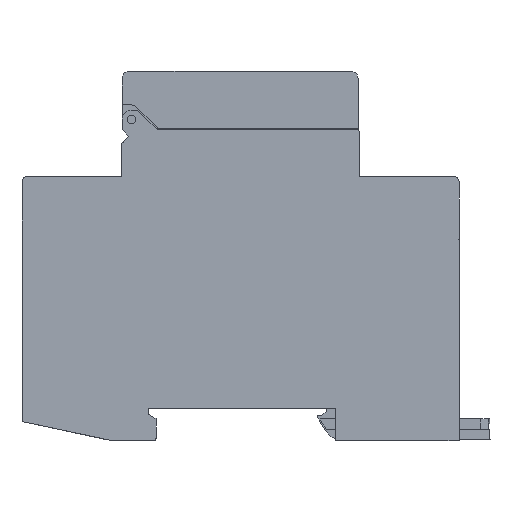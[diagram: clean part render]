
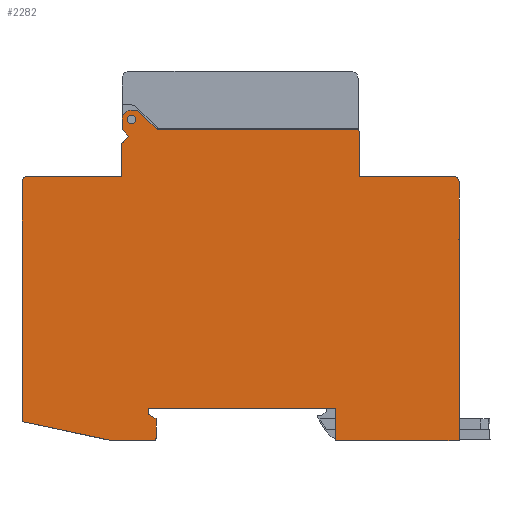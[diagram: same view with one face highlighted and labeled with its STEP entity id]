
A CAD part, left-side view. The second image highlights one B-rep face of the part: STEP entity #2282.
In plain terms, the highlighted planar face has unit normal (-1, 0, 0).
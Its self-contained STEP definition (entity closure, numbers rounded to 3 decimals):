
#1932=CIRCLE('',#7935,0.8);
#1933=CIRCLE('',#7936,1.);
#1934=CIRCLE('',#7937,1.8);
#1935=CIRCLE('',#7938,1.);
#1936=CIRCLE('',#7939,0.5);
#2282=ADVANCED_FACE('PartBody',(#2832,#2833),#2581,.F.);
#2581=PLANE('',#7940);
#2832=FACE_BOUND('',#2888,.T.);
#2833=FACE_BOUND('',#2889,.T.);
#2888=EDGE_LOOP('',(#3348));
#2889=EDGE_LOOP('',(#3349,#3350,#3351,#3352,#3353,#3354,#3355,#3356,#3357,
#3358,#3359,#3360,#3361,#3362,#3363,#3364,#3365,#3366,#3367,#3368,#3369,
#3370,#3371,#3372,#3373,#3374,#3375,#3376));
#3348=ORIENTED_EDGE('',*,*,#5568,.T.);
#3349=ORIENTED_EDGE('',*,*,#5569,.T.);
#3350=ORIENTED_EDGE('',*,*,#5570,.F.);
#3351=ORIENTED_EDGE('',*,*,#5571,.F.);
#3352=ORIENTED_EDGE('',*,*,#5572,.F.);
#3353=ORIENTED_EDGE('',*,*,#5573,.F.);
#3354=ORIENTED_EDGE('',*,*,#5574,.F.);
#3355=ORIENTED_EDGE('',*,*,#5575,.F.);
#3356=ORIENTED_EDGE('',*,*,#5537,.F.);
#3357=ORIENTED_EDGE('',*,*,#5576,.T.);
#3358=ORIENTED_EDGE('',*,*,#5577,.F.);
#3359=ORIENTED_EDGE('',*,*,#5578,.F.);
#3360=ORIENTED_EDGE('',*,*,#5579,.T.);
#3361=ORIENTED_EDGE('',*,*,#5580,.F.);
#3362=ORIENTED_EDGE('',*,*,#5581,.T.);
#3363=ORIENTED_EDGE('',*,*,#5582,.F.);
#3364=ORIENTED_EDGE('',*,*,#5583,.F.);
#3365=ORIENTED_EDGE('',*,*,#5584,.F.);
#3366=ORIENTED_EDGE('',*,*,#5585,.T.);
#3367=ORIENTED_EDGE('',*,*,#5586,.T.);
#3368=ORIENTED_EDGE('',*,*,#5587,.F.);
#3369=ORIENTED_EDGE('',*,*,#5588,.F.);
#3370=ORIENTED_EDGE('',*,*,#5589,.F.);
#3371=ORIENTED_EDGE('',*,*,#5590,.T.);
#3372=ORIENTED_EDGE('',*,*,#5591,.T.);
#3373=ORIENTED_EDGE('',*,*,#5592,.F.);
#3374=ORIENTED_EDGE('',*,*,#5593,.T.);
#3375=ORIENTED_EDGE('',*,*,#5594,.F.);
#3376=ORIENTED_EDGE('',*,*,#5595,.T.);
#4978=VERTEX_POINT('',#10675);
#4979=VERTEX_POINT('',#10676);
#5008=VERTEX_POINT('',#10738);
#5009=VERTEX_POINT('',#10740);
#5010=VERTEX_POINT('',#10741);
#5011=VERTEX_POINT('',#10743);
#5012=VERTEX_POINT('',#10745);
#5013=VERTEX_POINT('',#10747);
#5014=VERTEX_POINT('',#10749);
#5015=VERTEX_POINT('',#10751);
#5016=VERTEX_POINT('',#10754);
#5017=VERTEX_POINT('',#10756);
#5018=VERTEX_POINT('',#10758);
#5019=VERTEX_POINT('',#10760);
#5020=VERTEX_POINT('',#10762);
#5021=VERTEX_POINT('',#10764);
#5022=VERTEX_POINT('',#10766);
#5023=VERTEX_POINT('',#10768);
#5024=VERTEX_POINT('',#10770);
#5025=VERTEX_POINT('',#10772);
#5026=VERTEX_POINT('',#10774);
#5027=VERTEX_POINT('',#10776);
#5028=VERTEX_POINT('',#10778);
#5029=VERTEX_POINT('',#10780);
#5030=VERTEX_POINT('',#10782);
#5031=VERTEX_POINT('',#10784);
#5032=VERTEX_POINT('',#10786);
#5033=VERTEX_POINT('',#10788);
#5034=VERTEX_POINT('',#10790);
#5537=EDGE_CURVE('',#4978,#4979,#6266,.T.);
#5568=EDGE_CURVE('',#5008,#5008,#1932,.T.);
#5569=EDGE_CURVE('',#5009,#5010,#6292,.T.);
#5570=EDGE_CURVE('',#5011,#5010,#6293,.T.);
#5571=EDGE_CURVE('',#5012,#5011,#6294,.T.);
#5572=EDGE_CURVE('',#5013,#5012,#6295,.T.);
#5573=EDGE_CURVE('',#5014,#5013,#6296,.T.);
#5574=EDGE_CURVE('',#5015,#5014,#6297,.T.);
#5575=EDGE_CURVE('',#4979,#5015,#6298,.T.);
#5576=EDGE_CURVE('',#4978,#5016,#6299,.T.);
#5577=EDGE_CURVE('',#5017,#5016,#1933,.T.);
#5578=EDGE_CURVE('',#5018,#5017,#6300,.T.);
#5579=EDGE_CURVE('',#5018,#5019,#6301,.T.);
#5580=EDGE_CURVE('',#5020,#5019,#6302,.T.);
#5581=EDGE_CURVE('',#5020,#5021,#6303,.T.);
#5582=EDGE_CURVE('',#5022,#5021,#6304,.T.);
#5583=EDGE_CURVE('',#5023,#5022,#1934,.T.);
#5584=EDGE_CURVE('',#5024,#5023,#6305,.T.);
#5585=EDGE_CURVE('',#5024,#5025,#6306,.T.);
#5586=EDGE_CURVE('',#5025,#5026,#6307,.T.);
#5587=EDGE_CURVE('',#5027,#5026,#6308,.T.);
#5588=EDGE_CURVE('',#5028,#5027,#6309,.T.);
#5589=EDGE_CURVE('',#5029,#5028,#1935,.T.);
#5590=EDGE_CURVE('',#5029,#5030,#6310,.T.);
#5591=EDGE_CURVE('',#5030,#5031,#6311,.T.);
#5592=EDGE_CURVE('',#5032,#5031,#6312,.T.);
#5593=EDGE_CURVE('',#5032,#5033,#1936,.T.);
#5594=EDGE_CURVE('',#5034,#5033,#6313,.T.);
#5595=EDGE_CURVE('',#5034,#5009,#6314,.T.);
#6266=LINE('',#10674,#6795);
#6292=LINE('',#10739,#6821);
#6293=LINE('',#10742,#6822);
#6294=LINE('',#10744,#6823);
#6295=LINE('',#10746,#6824);
#6296=LINE('',#10748,#6825);
#6297=LINE('',#10750,#6826);
#6298=LINE('',#10752,#6827);
#6299=LINE('',#10753,#6828);
#6300=LINE('',#10757,#6829);
#6301=LINE('',#10759,#6830);
#6302=LINE('',#10761,#6831);
#6303=LINE('',#10763,#6832);
#6304=LINE('',#10765,#6833);
#6305=LINE('',#10769,#6834);
#6306=LINE('',#10771,#6835);
#6307=LINE('',#10773,#6836);
#6308=LINE('',#10775,#6837);
#6309=LINE('',#10777,#6838);
#6310=LINE('',#10781,#6839);
#6311=LINE('',#10783,#6840);
#6312=LINE('',#10785,#6841);
#6313=LINE('',#10789,#6842);
#6314=LINE('',#10791,#6843);
#6795=VECTOR('',#8317,1.);
#6821=VECTOR('',#8359,1.);
#6822=VECTOR('',#8360,1.);
#6823=VECTOR('',#8361,1.);
#6824=VECTOR('',#8362,1.);
#6825=VECTOR('',#8363,1.);
#6826=VECTOR('',#8364,1.);
#6827=VECTOR('',#8365,1.);
#6828=VECTOR('',#8366,1.);
#6829=VECTOR('',#8369,1.);
#6830=VECTOR('',#8370,1.);
#6831=VECTOR('',#8371,1.);
#6832=VECTOR('',#8372,1.);
#6833=VECTOR('',#8373,1.);
#6834=VECTOR('',#8376,1.);
#6835=VECTOR('',#8377,1.);
#6836=VECTOR('',#8378,1.);
#6837=VECTOR('',#8379,1.);
#6838=VECTOR('',#8380,1.);
#6839=VECTOR('',#8383,1.);
#6840=VECTOR('',#8384,1.);
#6841=VECTOR('',#8385,1.);
#6842=VECTOR('',#8388,1.);
#6843=VECTOR('',#8389,1.);
#7935=AXIS2_PLACEMENT_3D('',#10737,#8357,#8358);
#7936=AXIS2_PLACEMENT_3D('',#10755,#8367,#8368);
#7937=AXIS2_PLACEMENT_3D('',#10767,#8374,#8375);
#7938=AXIS2_PLACEMENT_3D('',#10779,#8381,#8382);
#7939=AXIS2_PLACEMENT_3D('',#10787,#8386,#8387);
#7940=AXIS2_PLACEMENT_3D('',#10792,#8390,#8391);
#8317=DIRECTION('',(0.,1.,0.));
#8357=DIRECTION('',(1.,0.,0.));
#8358=DIRECTION('',(0.,0.,-1.));
#8359=DIRECTION('',(0.,0.017,1.));
#8360=DIRECTION('',(0.,1.,0.));
#8361=DIRECTION('',(0.,0.009,1.));
#8362=DIRECTION('',(0.,1.,0.));
#8363=DIRECTION('',(0.,0.,-1.));
#8364=DIRECTION('',(0.,-1.,0.));
#8365=DIRECTION('',(0.,-0.009,-1.));
#8366=DIRECTION('',(0.,0.,1.));
#8367=DIRECTION('',(1.,0.,0.));
#8368=DIRECTION('',(0.,0.,-1.));
#8369=DIRECTION('',(0.,-1.,0.));
#8370=DIRECTION('',(0.,0.005,1.));
#8371=DIRECTION('',(0.,-1.,0.));
#8372=DIRECTION('',(0.,0.707,0.707));
#8373=DIRECTION('',(0.,-1.,0.));
#8374=DIRECTION('',(1.,0.,0.));
#8375=DIRECTION('',(0.,0.,-1.));
#8376=DIRECTION('',(0.,0.,1.));
#8377=DIRECTION('',(0.,-0.707,-0.707));
#8378=DIRECTION('',(0.,0.707,-0.707));
#8379=DIRECTION('',(0.,-0.005,1.));
#8380=DIRECTION('',(0.,-1.,0.));
#8381=DIRECTION('',(1.,0.,0.));
#8382=DIRECTION('',(0.,0.,-1.));
#8383=DIRECTION('',(0.,0.,-1.));
#8384=DIRECTION('',(0.,-0.978,-0.208));
#8385=DIRECTION('',(0.,1.,0.));
#8386=DIRECTION('',(-1.,0.,0.));
#8387=DIRECTION('',(0.,0.,-1.));
#8388=DIRECTION('',(0.,0.,-1.));
#8389=DIRECTION('',(0.,0.866,0.5));
#8390=DIRECTION('',(1.,0.,0.));
#8391=DIRECTION('',(0.,1.,0.));
#10674=CARTESIAN_POINT('',(0.,14.702,38.3));
#10675=CARTESIAN_POINT('',(0.,5.9,38.3));
#10676=CARTESIAN_POINT('',(0.,5.916,38.3));
#10737=CARTESIAN_POINT('',(0.,68.1,61.05));
#10738=CARTESIAN_POINT('',(0.,68.1,60.25));
#10739=CARTESIAN_POINT('',(0.,64.927,6.625));
#10740=CARTESIAN_POINT('',(0.,64.9,5.05));
#10741=CARTESIAN_POINT('',(0.,64.92,6.2));
#10742=CARTESIAN_POINT('',(0.,36.383,6.2));
#10743=CARTESIAN_POINT('',(0.,29.4,6.2));
#10744=CARTESIAN_POINT('',(0.,29.373,3.1));
#10745=CARTESIAN_POINT('',(0.,29.346,0.));
#10746=CARTESIAN_POINT('',(0.,17.379,0.));
#10747=CARTESIAN_POINT('',(0.,5.9,0.));
#10748=CARTESIAN_POINT('',(0.,5.9,19.6));
#10749=CARTESIAN_POINT('',(0.,5.9,38.2));
#10750=CARTESIAN_POINT('',(0.,14.652,38.2));
#10751=CARTESIAN_POINT('',(0.,5.915,38.2));
#10752=CARTESIAN_POINT('',(0.,5.93,39.962));
#10753=CARTESIAN_POINT('',(0.,5.9,11.45));
#10754=CARTESIAN_POINT('',(0.,5.9,49.2));
#10755=CARTESIAN_POINT('',(0.,6.9,49.2));
#10756=CARTESIAN_POINT('',(0.,6.9,50.2));
#10757=CARTESIAN_POINT('',(0.,15.905,50.2));
#10758=CARTESIAN_POINT('',(0.,24.853,50.2));
#10759=CARTESIAN_POINT('',(0.,24.876,54.7));
#10760=CARTESIAN_POINT('',(0.,24.9,59.2));
#10761=CARTESIAN_POINT('',(0.,44.075,59.2));
#10762=CARTESIAN_POINT('',(0.,63.25,59.2));
#10763=CARTESIAN_POINT('',(0.,65.075,61.025));
#10764=CARTESIAN_POINT('',(0.,66.9,62.85));
#10765=CARTESIAN_POINT('',(0.,67.5,62.85));
#10766=CARTESIAN_POINT('',(0.,68.1,62.85));
#10767=CARTESIAN_POINT('',(0.,68.1,61.05));
#10768=CARTESIAN_POINT('',(0.,69.9,61.05));
#10769=CARTESIAN_POINT('',(0.,69.9,60.1));
#10770=CARTESIAN_POINT('',(0.,69.9,59.15));
#10771=CARTESIAN_POINT('',(0.,69.25,58.5));
#10772=CARTESIAN_POINT('',(0.,68.6,57.85));
#10773=CARTESIAN_POINT('',(0.,69.257,57.193));
#10774=CARTESIAN_POINT('',(0.,69.914,56.536));
#10775=CARTESIAN_POINT('',(0.,69.9,59.2));
#10776=CARTESIAN_POINT('',(0.,69.947,50.2));
#10777=CARTESIAN_POINT('',(0.,78.895,50.2));
#10778=CARTESIAN_POINT('',(0.,87.9,50.2));
#10779=CARTESIAN_POINT('',(0.,87.9,49.2));
#10780=CARTESIAN_POINT('',(0.,88.9,49.2));
#10781=CARTESIAN_POINT('',(0.,88.9,59.2));
#10782=CARTESIAN_POINT('',(0.,88.9,3.677));
#10783=CARTESIAN_POINT('',(0.,80.25,1.839));
#10784=CARTESIAN_POINT('',(0.,71.6,0.));
#10785=CARTESIAN_POINT('',(0.,67.775,0.));
#10786=CARTESIAN_POINT('',(0.,63.95,0.));
#10787=CARTESIAN_POINT('',(0.,63.95,0.5));
#10788=CARTESIAN_POINT('',(0.,63.45,0.5));
#10789=CARTESIAN_POINT('',(0.,63.45,2.356));
#10790=CARTESIAN_POINT('',(0.,63.45,4.213));
#10791=CARTESIAN_POINT('',(0.,64.175,4.631));
#10792=CARTESIAN_POINT('',(0.,47.4,59.2));
